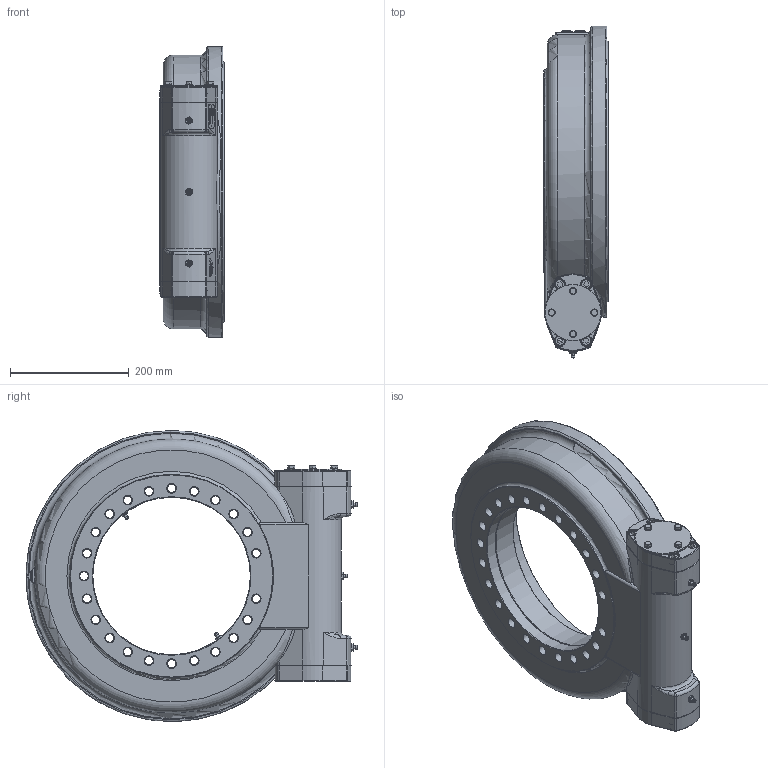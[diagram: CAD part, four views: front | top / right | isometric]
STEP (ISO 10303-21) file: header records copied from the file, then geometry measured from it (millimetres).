
FILE_DESCRIPTION (( 'STEP AP214' ), '1' );
FILE_NAME ('TE435-Z0-RM - SH.STEP', '2017-09-22T09:03:06', ( '' ), ( '' ), 'SwSTEP 2.0', 'SolidWorks 2015', '' );
FILE_SCHEMA (( 'AUTOMOTIVE_DESIGN' ));
Length unit declared in the file: millimetre
Products named in the file (1): TE435-Z0-RM - SH
Bounding box: 109 x 558.59 x 490 mm (x, y, z)
Surface area: 858394 mm2 (no closed solid volume)
Topology: 0 solids, 51 shells, 560 faces, 2028 edges, 1489 vertices
Faces by surface type: plane 245, cylinder 168, cone 71, torus 59, bspline 13, sphere 4
Full cylindrical faces by diameter (mm): 2.5 x1, 3 x6, 10.2 x2, 12 x4, 14 x25, 15 x7, 16 x23, 18 x28, 22 x1, 40 x1, 50 x1, 82.5 x1, 95 x1, 265 x2, 342 x1, 342.5 x1, 440 x1, 480 x2, 490 x1
Entity records: 31085 total; most frequent: CARTESIAN_POINT 9034, DIRECTION 3071, ORIENTED_EDGE 2705, EDGE_CURVE 1797, VERTEX_POINT 1436, AXIS2_PLACEMENT_3D 1116, EDGE_LOOP 974, LINE 839
